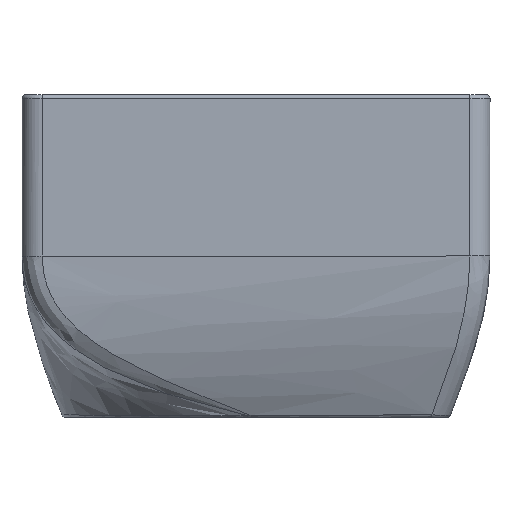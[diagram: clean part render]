
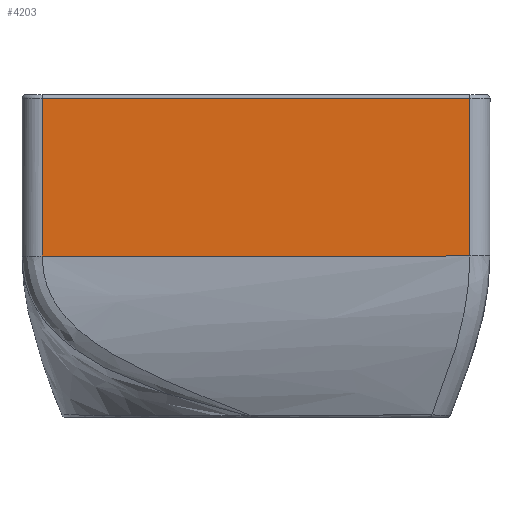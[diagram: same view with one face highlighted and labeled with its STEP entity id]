
A CAD part, left-side view. The second image highlights one B-rep face of the part: STEP entity #4203.
In plain terms, the highlighted planar face has unit normal (-1, 0, 0).
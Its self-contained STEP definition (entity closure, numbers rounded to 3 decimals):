
#1893 = DIRECTION ( 'NONE',  ( 0., 1., 0. ) ) ;
#1894 = CARTESIAN_POINT ( 'NONE',  ( -29., 26.5, 39.5 ) ) ;
#1896 = FACE_OUTER_BOUND ( 'NONE', #4483, .T. ) ;
#1903 = VECTOR ( 'NONE', #1893, 1000. ) ;
#1905 = LINE ( 'NONE', #1894, #1903 ) ;
#2233 = CARTESIAN_POINT ( 'NONE',  ( -29., -26.5, 20. ) ) ;
#2355 = DIRECTION ( 'NONE',  ( 0., 0., 1. ) ) ;
#2356 = VECTOR ( 'NONE', #2355, 1000. ) ;
#2357 = CARTESIAN_POINT ( 'NONE',  ( -29., -26.5, 40. ) ) ;
#2358 = LINE ( 'NONE', #2357, #2356 ) ;
#2360 = DIRECTION ( 'NONE',  ( 0., 0., -1. ) ) ;
#2361 = VECTOR ( 'NONE', #2360, 1000. ) ;
#2362 = CARTESIAN_POINT ( 'NONE',  ( -29., 26.5, 40. ) ) ;
#2363 = LINE ( 'NONE', #2362, #2361 ) ;
#2845 = CARTESIAN_POINT ( 'NONE',  ( -29., 26.5, 20. ) ) ;
#2912 = CARTESIAN_POINT ( 'NONE',  ( -29., 26.5, 39.5 ) ) ;
#2917 = CARTESIAN_POINT ( 'NONE',  ( -29., -26.5, 39.5 ) ) ;
#2988 = LINE ( 'NONE', #3020, #3049 ) ;
#3020 = CARTESIAN_POINT ( 'NONE',  ( -29., 29., 20. ) ) ;
#3048 = DIRECTION ( 'NONE',  ( 0., -1., 0. ) ) ;
#3049 = VECTOR ( 'NONE', #3048, 1000. ) ;
#4139 = VERTEX_POINT ( 'NONE', #2233 ) ;
#4190 = ORIENTED_EDGE ( 'NONE', *, *, #4192, .T. ) ;
#4192 = EDGE_CURVE ( 'NONE', #4478, #4411, #2363, .T. ) ;
#4194 = ORIENTED_EDGE ( 'NONE', *, *, #4199, .T. ) ;
#4197 = EDGE_CURVE ( 'NONE', #4139, #4457, #2358, .T. ) ;
#4199 = EDGE_CURVE ( 'NONE', #4457, #4478, #1905, .T. ) ;
#4203 = ADVANCED_FACE ( 'NONE', ( #1896 ), #4696, .F. ) ;
#4204 = ORIENTED_EDGE ( 'NONE', *, *, #4486, .T. ) ;
#4411 = VERTEX_POINT ( 'NONE', #2845 ) ;
#4457 = VERTEX_POINT ( 'NONE', #2917 ) ;
#4478 = VERTEX_POINT ( 'NONE', #2912 ) ;
#4480 = ORIENTED_EDGE ( 'NONE', *, *, #4197, .T. ) ;
#4483 = EDGE_LOOP ( 'NONE', ( #4480, #4194, #4190, #4204 ) ) ;
#4486 = EDGE_CURVE ( 'NONE', #4411, #4139, #2988, .T. ) ;
#4695 = DIRECTION ( 'NONE',  ( 0., 0., -1. ) ) ;
#4696 = PLANE ( 'NONE',  #4708 ) ;
#4708 = AXIS2_PLACEMENT_3D ( 'NONE', #4713, #4712, #4695 ) ;
#4712 = DIRECTION ( 'NONE',  ( 1., 0., 0. ) ) ;
#4713 = CARTESIAN_POINT ( 'NONE',  ( -29., 29., 40. ) ) ;
